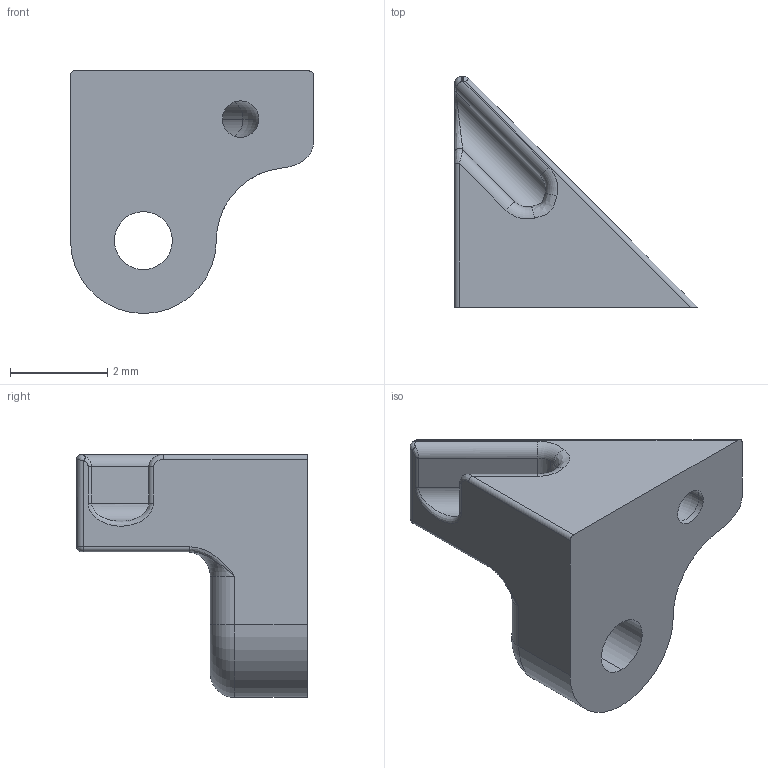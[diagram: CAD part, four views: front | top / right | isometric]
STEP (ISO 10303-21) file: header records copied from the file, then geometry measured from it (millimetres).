
FILE_DESCRIPTION (( 'STEP AP214' ), '1' );
FILE_NAME ('antenna guide v2.STEP', '2016-04-01T22:59:16', ( '' ), ( '' ), 'SwSTEP 2.0', 'SolidWorks 2015', '' );
FILE_SCHEMA (( 'AUTOMOTIVE_DESIGN' ));
Length unit declared in the file: millimetre
Products named in the file (1): antenna guide v2
Bounding box: 5 x 4.75 x 5 mm (x, y, z)
Volume: 35.5 mm3; surface area: 95.9 mm2
Topology: 1 solids, 1 shells, 63 faces, 152 edges, 84 vertices
Faces by surface type: cylinder 28, bspline 14, torus 11, plane 9, sphere 1
Entity records: 2168 total; most frequent: CARTESIAN_POINT 767, ORIENTED_EDGE 292, DIRECTION 282, EDGE_CURVE 146, AXIS2_PLACEMENT_3D 117, VERTEX_POINT 84, CIRCLE 67, EDGE_LOOP 66
